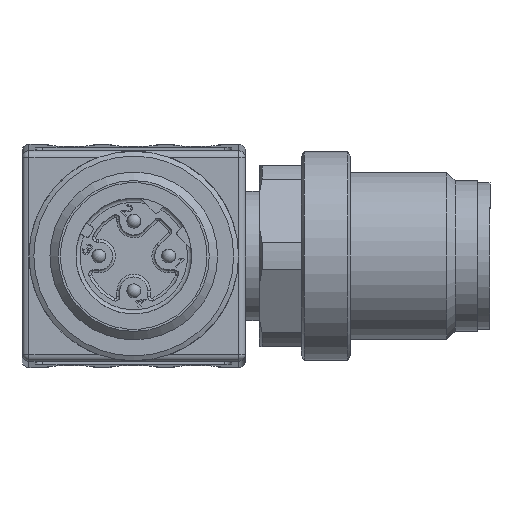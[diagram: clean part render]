
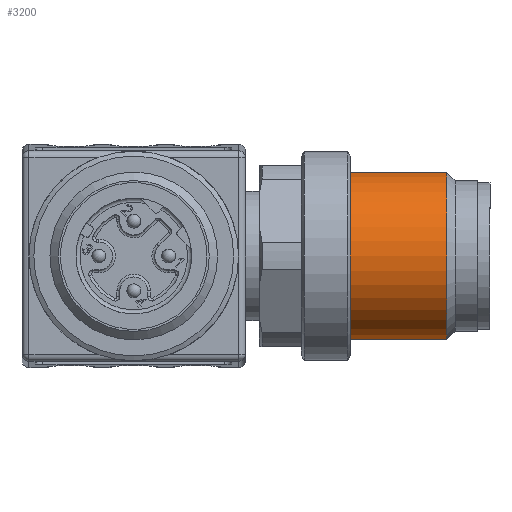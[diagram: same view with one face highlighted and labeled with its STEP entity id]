
A CAD part, left-side view. The second image highlights one B-rep face of the part: STEP entity #3200.
In plain terms, the highlighted cylindrical face has radius 6 mm (diameter 12 mm), a full revolution.
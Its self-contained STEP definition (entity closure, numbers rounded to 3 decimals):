
#3200=ADVANCED_FACE('',(#3680,#3681),#3495,.T.);
#3495=CYLINDRICAL_SURFACE('',#10996,6.);
#3680=FACE_BOUND('',#4260,.T.);
#3681=FACE_BOUND('',#4261,.T.);
#4260=EDGE_LOOP('',(#6706));
#4261=EDGE_LOOP('',(#6707));
#6706=ORIENTED_EDGE('',*,*,#9484,.F.);
#6707=ORIENTED_EDGE('',*,*,#9485,.T.);
#8134=VERTEX_POINT('',#19490);
#8135=VERTEX_POINT('',#19493);
#9484=EDGE_CURVE('',#8134,#8134,#10150,.T.);
#9485=EDGE_CURVE('',#8135,#8135,#10151,.T.);
#10150=CIRCLE('',#10993,6.);
#10151=CIRCLE('',#10995,6.);
#10993=AXIS2_PLACEMENT_3D('',#19489,#13190,#13191);
#10995=AXIS2_PLACEMENT_3D('',#19492,#13194,#13195);
#10996=AXIS2_PLACEMENT_3D('',#19494,#13196,#13197);
#13190=DIRECTION('',(0.,-1.,0.));
#13191=DIRECTION('',(0.5,0.,-0.866));
#13194=DIRECTION('',(0.,-1.,0.));
#13195=DIRECTION('',(0.866,0.,-0.5));
#13196=DIRECTION('',(0.,-1.,0.));
#13197=DIRECTION('',(-0.5,0.,0.866));
#19489=CARTESIAN_POINT('',(177.101,-22.4,0.));
#19490=CARTESIAN_POINT('',(180.101,-22.4,-5.196));
#19492=CARTESIAN_POINT('',(177.101,-15.5,0.));
#19493=CARTESIAN_POINT('',(182.297,-15.5,-3.));
#19494=CARTESIAN_POINT('',(177.101,-24.5,0.));
